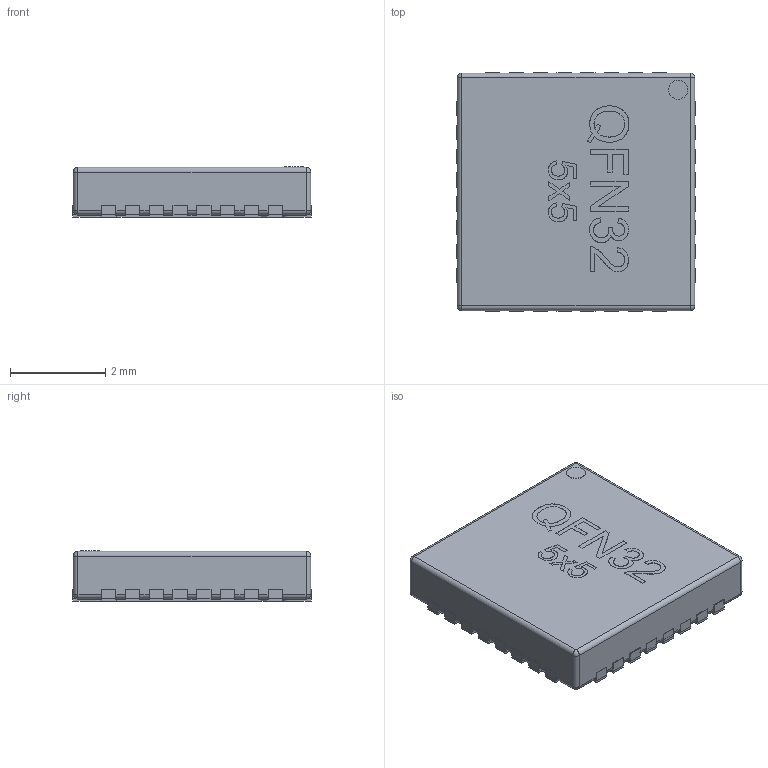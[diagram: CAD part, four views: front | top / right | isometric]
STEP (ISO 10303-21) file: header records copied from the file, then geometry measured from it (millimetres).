
FILE_DESCRIPTION(('HOOPS Exchange Step'),'2;1');
FILE_NAME('temp_export','2025-06-27T01:07:06-17:00',('Nhatkhongbuon'),('Shapr3D Limited'),'HOOPS Exchange 2024.8','Shapr3D','Authorized');
FILE_SCHEMA( ('AP242_MANAGED_MODEL_BASED_3D_ENGINEERING_MIM_LF {1 0 10303 442 1 1 4}') );
Length unit declared in the file: millimetre
Products named in the file (2): QFN-32 V6.stp; root
Assembly tree (1 placements, depth 2):
  root
    QFN-32 V6.stp
Bounding box: 5.02 x 5.02 x 1.06 mm (x, y, z)
Volume: 26.2 mm3; surface area: 147 mm2
Topology: 74 solids, 74 shells, 683 faces, 1588 edges, 1038 vertices
Faces by surface type: plane 607, bspline 55, cylinder 13, sphere 8
Full cylindrical faces by diameter (mm): 0.4 x1
Entity records: 22044 total; most frequent: CARTESIAN_POINT 6762, ORIENTED_EDGE 3160, DIRECTION 2826, EDGE_CURVE 1580, VECTOR 1378, LINE 1378, VERTEX_POINT 1038, AXIS2_PLACEMENT_3D 724
